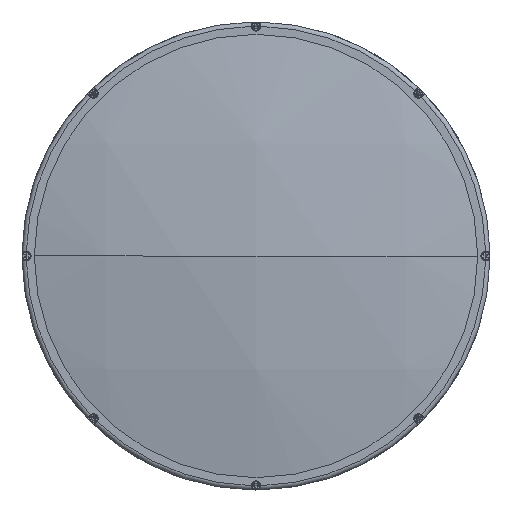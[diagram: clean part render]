
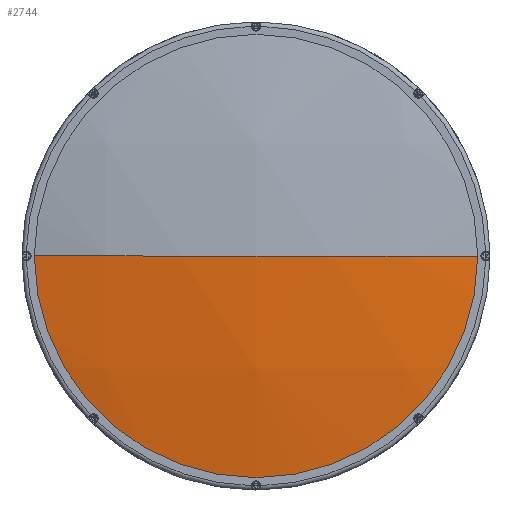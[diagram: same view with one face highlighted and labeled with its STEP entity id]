
A CAD part, left-side view. The second image highlights one B-rep face of the part: STEP entity #2744.
In plain terms, the highlighted spherical face has radius 786 mm.
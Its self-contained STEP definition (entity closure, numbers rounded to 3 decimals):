
#630 = DIRECTION ( 'NONE',  ( 0., 1., 0. ) ) ;
#1186 = EDGE_LOOP ( 'NONE', ( #4364, #4086, #8964 ) ) ;
#1208 = VERTEX_POINT ( 'NONE', #1289 ) ;
#1289 = CARTESIAN_POINT ( 'NONE',  ( -719.032, 0., 0. ) ) ;
#1380 = CARTESIAN_POINT ( 'NONE',  ( -703.698, -154.5, 0. ) ) ;
#1494 = SPHERICAL_SURFACE ( 'NONE', #6398, 786. ) ;
#2037 = EDGE_CURVE ( 'NONE', #4810, #1208, #5077, .T. ) ;
#2062 = DIRECTION ( 'NONE',  ( 0., -1., 0. ) ) ;
#2236 = EDGE_CURVE ( 'NONE', #4810, #5591, #7003, .T. ) ;
#2341 = DIRECTION ( 'NONE',  ( 0., 0., -1. ) ) ;
#2744 = ADVANCED_FACE ( 'NONE', ( #10821 ), #1494, .T. ) ;
#2802 = CARTESIAN_POINT ( 'NONE',  ( 66.968, 0., 0. ) ) ;
#2911 = AXIS2_PLACEMENT_3D ( 'NONE', #2802, #5444, #2062 ) ;
#3333 = CARTESIAN_POINT ( 'NONE',  ( -703.698, 0., 0. ) ) ;
#4086 = ORIENTED_EDGE ( 'NONE', *, *, #7527, .T. ) ;
#4364 = ORIENTED_EDGE ( 'NONE', *, *, #2236, .T. ) ;
#4810 = VERTEX_POINT ( 'NONE', #10672 ) ;
#5027 = CIRCLE ( 'NONE', #7986, 786. ) ;
#5077 = CIRCLE ( 'NONE', #2911, 786. ) ;
#5444 = DIRECTION ( 'NONE',  ( 0., 0., 1. ) ) ;
#5591 = VERTEX_POINT ( 'NONE', #1380 ) ;
#5848 = DIRECTION ( 'NONE',  ( 0., 0., 1. ) ) ;
#6398 = AXIS2_PLACEMENT_3D ( 'NONE', #10187, #10068, #9184 ) ;
#6843 = AXIS2_PLACEMENT_3D ( 'NONE', #3333, #9504, #5848 ) ;
#6851 = CARTESIAN_POINT ( 'NONE',  ( 66.968, 0., 0. ) ) ;
#7003 = CIRCLE ( 'NONE', #6843, 154.5 ) ;
#7527 = EDGE_CURVE ( 'NONE', #5591, #1208, #5027, .T. ) ;
#7986 = AXIS2_PLACEMENT_3D ( 'NONE', #6851, #2341, #630 ) ;
#8964 = ORIENTED_EDGE ( 'NONE', *, *, #2037, .F. ) ;
#9184 = DIRECTION ( 'NONE',  ( 0., 1., 0. ) ) ;
#9504 = DIRECTION ( 'NONE',  ( -1., 0., 0. ) ) ;
#10068 = DIRECTION ( 'NONE',  ( 0., 0., -1. ) ) ;
#10187 = CARTESIAN_POINT ( 'NONE',  ( 66.968, 0., 0. ) ) ;
#10672 = CARTESIAN_POINT ( 'NONE',  ( -703.698, 154.5, 0. ) ) ;
#10821 = FACE_OUTER_BOUND ( 'NONE', #1186, .T. ) ;
